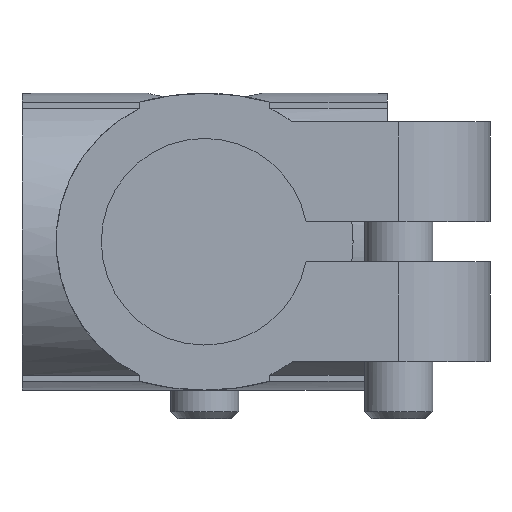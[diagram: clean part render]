
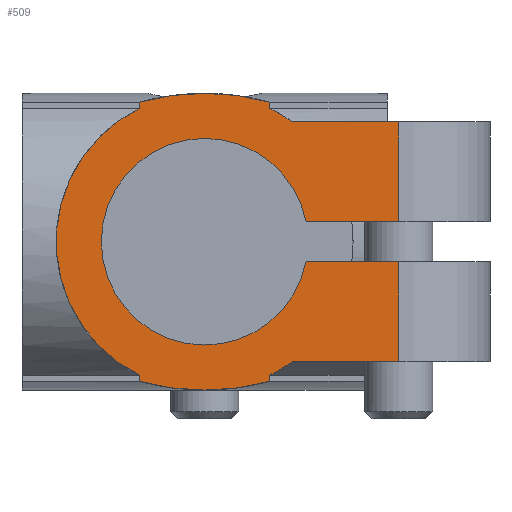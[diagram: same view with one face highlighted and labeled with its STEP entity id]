
A CAD part, front view. The second image highlights one B-rep face of the part: STEP entity #509.
In plain terms, the highlighted planar face has unit normal (0, -1, 0).
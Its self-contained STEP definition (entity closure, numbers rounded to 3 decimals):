
#509 = ADVANCED_FACE( '', ( #1064 ), #1065, .F. );
#1064 = FACE_OUTER_BOUND( '', #1649, .T. );
#1065 = PLANE( '', #1650 );
#1649 = EDGE_LOOP( '', ( #2991, #2992, #2993, #2994, #2995, #2996, #2997, #2998, #2999, #3000, #3001, #3002, #3003, #3004, #3005, #3006 ) );
#1650 = AXIS2_PLACEMENT_3D( '', #3007, #3008, #3009 );
#2991 = ORIENTED_EDGE( '', *, *, #3640, .T. );
#2992 = ORIENTED_EDGE( '', *, *, #3268, .T. );
#2993 = ORIENTED_EDGE( '', *, *, #3698, .T. );
#2994 = ORIENTED_EDGE( '', *, *, #3446, .F. );
#2995 = ORIENTED_EDGE( '', *, *, #3211, .F. );
#2996 = ORIENTED_EDGE( '', *, *, #3497, .F. );
#2997 = ORIENTED_EDGE( '', *, *, #3681, .F. );
#2998 = ORIENTED_EDGE( '', *, *, #3237, .F. );
#2999 = ORIENTED_EDGE( '', *, *, #3699, .F. );
#3000 = ORIENTED_EDGE( '', *, *, #3434, .F. );
#3001 = ORIENTED_EDGE( '', *, *, #3610, .F. );
#3002 = ORIENTED_EDGE( '', *, *, #3511, .F. );
#3003 = ORIENTED_EDGE( '', *, *, #3628, .F. );
#3004 = ORIENTED_EDGE( '', *, *, #3696, .F. );
#3005 = ORIENTED_EDGE( '', *, *, #3420, .T. );
#3006 = ORIENTED_EDGE( '', *, *, #3636, .F. );
#3007 = CARTESIAN_POINT( '', ( 0., 0., 0. ) );
#3008 = DIRECTION( '', ( 0., 1., 0. ) );
#3009 = DIRECTION( '', ( 0., 0., 1. ) );
#3211 = EDGE_CURVE( '', #3779, #3782, #3783, .T. );
#3237 = EDGE_CURVE( '', #3827, #3829, #3830, .T. );
#3268 = EDGE_CURVE( '', #3883, #3884, #3885, .T. );
#3420 = EDGE_CURVE( '', #4132, #4133, #4134, .T. );
#3434 = EDGE_CURVE( '', #4154, #4152, #4156, .T. );
#3446 = EDGE_CURVE( '', #3782, #4173, #4174, .T. );
#3497 = EDGE_CURVE( '', #4245, #3779, #4247, .T. );
#3511 = EDGE_CURVE( '', #4264, #4259, #4266, .T. );
#3610 = EDGE_CURVE( '', #4259, #4154, #4391, .T. );
#3628 = EDGE_CURVE( '', #4413, #4264, #4415, .T. );
#3636 = EDGE_CURVE( '', #4423, #4133, #4425, .T. );
#3640 = EDGE_CURVE( '', #4423, #3883, #4429, .T. );
#3681 = EDGE_CURVE( '', #3829, #4245, #4472, .T. );
#3696 = EDGE_CURVE( '', #4132, #4413, #4488, .T. );
#3698 = EDGE_CURVE( '', #3884, #4173, #4490, .T. );
#3699 = EDGE_CURVE( '', #4152, #3827, #4491, .T. );
#3779 = VERTEX_POINT( '', #4599 );
#3782 = VERTEX_POINT( '', #4603 );
#3783 = LINE( '', #4604, #4605 );
#3827 = VERTEX_POINT( '', #4681 );
#3829 = VERTEX_POINT( '', #4684 );
#3830 = CIRCLE( '', #4685, 21.5 );
#3883 = VERTEX_POINT( '', #4778 );
#3884 = VERTEX_POINT( '', #4779 );
#3885 = CIRCLE( '', #4780, 9.05 );
#4132 = VERTEX_POINT( '', #5147 );
#4133 = VERTEX_POINT( '', #5148 );
#4134 = LINE( '', #5149, #5150 );
#4152 = VERTEX_POINT( '', #5175 );
#4154 = VERTEX_POINT( '', #5178 );
#4156 = CIRCLE( '', #5181, 13. );
#4173 = VERTEX_POINT( '', #5204 );
#4174 = LINE( '', #5205, #5206 );
#4245 = VERTEX_POINT( '', #5314 );
#4247 = CIRCLE( '', #5317, 13. );
#4259 = VERTEX_POINT( '', #5333 );
#4264 = VERTEX_POINT( '', #5339 );
#4266 = CIRCLE( '', #5342, 21.5 );
#4391 = LINE( '', #5607, #5608 );
#4413 = VERTEX_POINT( '', #5631 );
#4415 = LINE( '', #5634, #5635 );
#4423 = VERTEX_POINT( '', #5645 );
#4425 = LINE( '', #5647, #5648 );
#4429 = LINE( '', #5653, #5654 );
#4472 = LINE( '', #5717, #5718 );
#4488 = CIRCLE( '', #5738, 13. );
#4490 = LINE( '', #5740, #5741 );
#4491 = LINE( '', #5742, #5743 );
#4599 = CARTESIAN_POINT( '', ( 7.665, 0., 10.5 ) );
#4603 = CARTESIAN_POINT( '', ( 17., 0., 10.5 ) );
#4604 = CARTESIAN_POINT( '', ( 0., 0., 10.5 ) );
#4605 = VECTOR( '', #5809, 1000. );
#4681 = CARTESIAN_POINT( '', ( -5.7, 0., 12.231 ) );
#4684 = CARTESIAN_POINT( '', ( 5.7, 0., 12.231 ) );
#4685 = AXIS2_PLACEMENT_3D( '', #5842, #5843, #5844 );
#4778 = CARTESIAN_POINT( '', ( 8.879, 0., -1.75 ) );
#4779 = CARTESIAN_POINT( '', ( 8.879, 0., 1.75 ) );
#4780 = AXIS2_PLACEMENT_3D( '', #5867, #5868, #5869 );
#5147 = CARTESIAN_POINT( '', ( 7.665, 0., -10.5 ) );
#5148 = CARTESIAN_POINT( '', ( 17., 0., -10.5 ) );
#5149 = CARTESIAN_POINT( '', ( 0., 0., -10.5 ) );
#5150 = VECTOR( '', #6031, 1000. );
#5175 = CARTESIAN_POINT( '', ( -5.7, 0., 11.684 ) );
#5178 = CARTESIAN_POINT( '', ( -5.7, 0., -11.684 ) );
#5181 = AXIS2_PLACEMENT_3D( '', #6044, #6045, #6046 );
#5204 = CARTESIAN_POINT( '', ( 17., 0., 1.75 ) );
#5205 = CARTESIAN_POINT( '', ( 17., 0., 10.5 ) );
#5206 = VECTOR( '', #6059, 1000. );
#5314 = CARTESIAN_POINT( '', ( 5.7, 0., 11.684 ) );
#5317 = AXIS2_PLACEMENT_3D( '', #6104, #6105, #6106 );
#5333 = CARTESIAN_POINT( '', ( -5.7, 0., -12.231 ) );
#5339 = CARTESIAN_POINT( '', ( 5.7, 0., -12.231 ) );
#5342 = AXIS2_PLACEMENT_3D( '', #6125, #6126, #6127 );
#5607 = CARTESIAN_POINT( '', ( -5.7, 0., -12.231 ) );
#5608 = VECTOR( '', #6209, 1000. );
#5631 = CARTESIAN_POINT( '', ( 5.7, 0., -11.684 ) );
#5634 = CARTESIAN_POINT( '', ( 5.7, 0., 12.231 ) );
#5635 = VECTOR( '', #6236, 1000. );
#5645 = CARTESIAN_POINT( '', ( 17., 0., -1.75 ) );
#5647 = CARTESIAN_POINT( '', ( 17., 0., 10.5 ) );
#5648 = VECTOR( '', #6245, 1000. );
#5653 = CARTESIAN_POINT( '', ( 25., 0., -1.75 ) );
#5654 = VECTOR( '', #6247, 1000. );
#5717 = CARTESIAN_POINT( '', ( 5.7, 0., 12.231 ) );
#5718 = VECTOR( '', #6268, 1000. );
#5738 = AXIS2_PLACEMENT_3D( '', #6279, #6280, #6281 );
#5740 = CARTESIAN_POINT( '', ( 8.879, 0., 1.75 ) );
#5741 = VECTOR( '', #6282, 1000. );
#5742 = CARTESIAN_POINT( '', ( -5.7, 0., -12.231 ) );
#5743 = VECTOR( '', #6283, 1000. );
#5809 = DIRECTION( '', ( 1., 0., 0. ) );
#5842 = CARTESIAN_POINT( '', ( 0., 0., -8.5 ) );
#5843 = DIRECTION( '', ( 0., 1., 0. ) );
#5844 = DIRECTION( '', ( 1., 0., 0. ) );
#5867 = CARTESIAN_POINT( '', ( 0., 0., 0. ) );
#5868 = DIRECTION( '', ( 0., 1., 0. ) );
#5869 = DIRECTION( '', ( 1., 0., 0. ) );
#6031 = DIRECTION( '', ( 1., 0., 0. ) );
#6044 = CARTESIAN_POINT( '', ( 0., 0., 0. ) );
#6045 = DIRECTION( '', ( 0., 1., 0. ) );
#6046 = DIRECTION( '', ( 1., 0., 0. ) );
#6059 = DIRECTION( '', ( 0., 0., -1. ) );
#6104 = CARTESIAN_POINT( '', ( 0., 0., 0. ) );
#6105 = DIRECTION( '', ( 0., 1., 0. ) );
#6106 = DIRECTION( '', ( 1., 0., 0. ) );
#6125 = CARTESIAN_POINT( '', ( 0., 0., 8.5 ) );
#6126 = DIRECTION( '', ( 0., 1., 0. ) );
#6127 = DIRECTION( '', ( 1., 0., 0. ) );
#6209 = DIRECTION( '', ( 0., 0., 1. ) );
#6236 = DIRECTION( '', ( 0., 0., -1. ) );
#6245 = DIRECTION( '', ( 0., 0., -1. ) );
#6247 = DIRECTION( '', ( -1., 0., 0. ) );
#6268 = DIRECTION( '', ( 0., 0., -1. ) );
#6279 = CARTESIAN_POINT( '', ( 0., 0., 0. ) );
#6280 = DIRECTION( '', ( 0., 1., 0. ) );
#6281 = DIRECTION( '', ( 1., 0., 0. ) );
#6282 = DIRECTION( '', ( 1., 0., 0. ) );
#6283 = DIRECTION( '', ( 0., 0., 1. ) );
